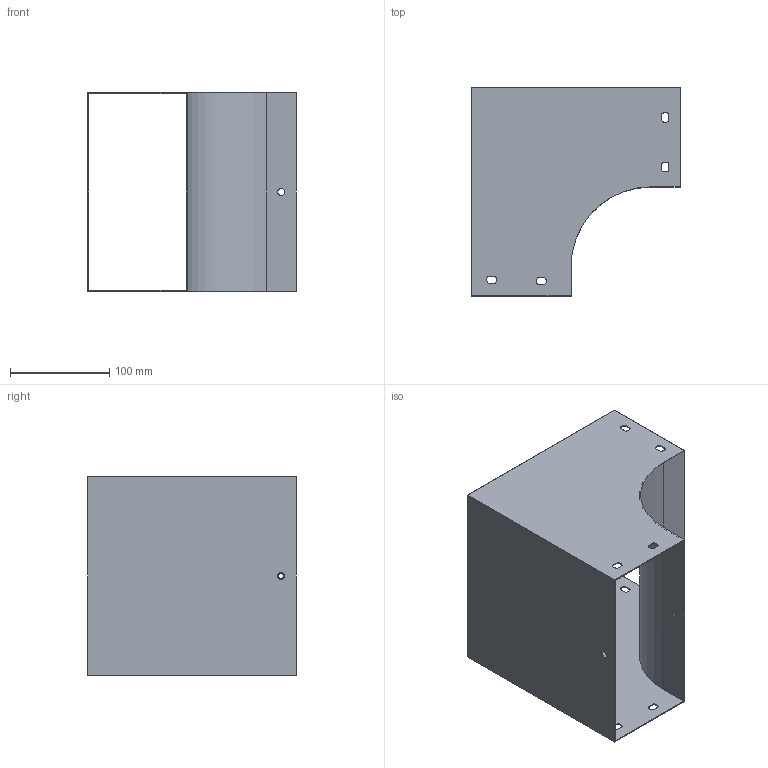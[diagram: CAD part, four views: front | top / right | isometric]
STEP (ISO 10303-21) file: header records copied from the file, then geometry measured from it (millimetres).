
FILE_DESCRIPTION (( 'STEP AP203' ), '1' );
FILE_NAME ('Óãîë âåðòèêàëüíûé âíåøíèé CDV90_37474.STEP', '2012-11-09T08:55:54', ( 'Àñååâ' ), ( '' ), 'SwSTEP 2.0', 'SolidWorks 2012', '' );
FILE_SCHEMA (( 'CONFIG_CONTROL_DESIGN' ));
Length unit declared in the file: millimetre
Products named in the file (1): Óãîë âåðòèêàëüíûé âíåøíèé CDV90_37474
Bounding box: 210 x 210 x 200 mm (x, y, z)
Volume: 144637.1 mm3; surface area: 291182.7 mm2
Topology: 1 solids, 1 shells, 50 faces, 148 edges, 99 vertices
Faces by surface type: plane 29, cylinder 21
Full cylindrical faces by diameter (mm): 5 x1, 7 x2
Entity records: 1783 total; most frequent: CARTESIAN_POINT 293, DIRECTION 288, ORIENTED_EDGE 288, EDGE_CURVE 144, LINE 102, VECTOR 102, VERTEX_POINT 98, AXIS2_PLACEMENT_3D 93
